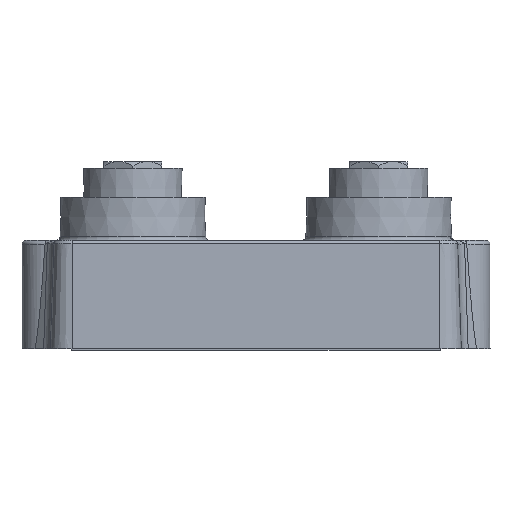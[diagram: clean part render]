
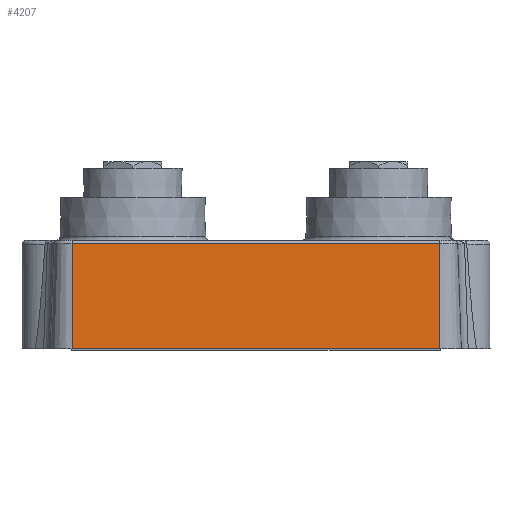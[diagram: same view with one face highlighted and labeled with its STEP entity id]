
A CAD part, left-side view. The second image highlights one B-rep face of the part: STEP entity #4207.
In plain terms, the highlighted planar face has unit normal (-0.999, 0, 0.035).
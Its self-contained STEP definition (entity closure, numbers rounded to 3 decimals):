
#389=(
BOUNDED_CURVE()
B_SPLINE_CURVE(3,(#6560,#6561,#6562,#6563),.UNSPECIFIED.,.F.,.F.)
B_SPLINE_CURVE_WITH_KNOTS((4,4),(0.,1.),.PIECEWISE_BEZIER_KNOTS.)
CURVE()
GEOMETRIC_REPRESENTATION_ITEM()
RATIONAL_B_SPLINE_CURVE((1.,1.,1.,1.))
REPRESENTATION_ITEM('')
);
#411=LINE('',#6351,#701);
#463=LINE('',#6558,#753);
#464=LINE('',#6565,#754);
#701=VECTOR('',#5205,1000.);
#753=VECTOR('',#5317,1000.);
#754=VECTOR('',#5318,1000.);
#1123=ORIENTED_EDGE('',*,*,#2349,.T.);
#1124=ORIENTED_EDGE('',*,*,#2350,.T.);
#1125=ORIENTED_EDGE('',*,*,#2351,.T.);
#1126=ORIENTED_EDGE('',*,*,#2277,.T.);
#2277=EDGE_CURVE('',#2902,#2901,#411,.F.);
#2349=EDGE_CURVE('',#2901,#2953,#463,.F.);
#2350=EDGE_CURVE('',#2953,#2954,#389,.T.);
#2351=EDGE_CURVE('',#2954,#2902,#464,.T.);
#2901=VERTEX_POINT('',#6350);
#2902=VERTEX_POINT('',#6352);
#2953=VERTEX_POINT('',#6559);
#2954=VERTEX_POINT('',#6564);
#3386=EDGE_LOOP('',(#1123,#1124,#1125,#1126));
#3718=FACE_BOUND('',#3386,.T.);
#4040=PLANE('',#4842);
#4207=ADVANCED_FACE('',(#3718),#4040,.T.);
#4842=AXIS2_PLACEMENT_3D('',#6557,#5315,#5316);
#5205=DIRECTION('',(0.,1.,0.));
#5315=DIRECTION('',(-0.999,0.,0.035));
#5316=DIRECTION('',(0.035,0.,0.999));
#5317=DIRECTION('',(-0.035,0.,-0.999));
#5318=DIRECTION('',(-0.035,0.,-0.999));
#6350=CARTESIAN_POINT('',(-30.,-25.4,0.));
#6351=CARTESIAN_POINT('',(-30.,0.,0.));
#6352=CARTESIAN_POINT('',(-30.,25.4,0.));
#6557=CARTESIAN_POINT('',(-30.,0.,0.));
#6558=CARTESIAN_POINT('',(-30.,-25.4,0.));
#6559=CARTESIAN_POINT('',(-29.493,-25.4,14.517));
#6560=CARTESIAN_POINT('',(-29.493,-25.4,14.517));
#6561=CARTESIAN_POINT('',(-29.493,-8.467,14.517));
#6562=CARTESIAN_POINT('',(-29.493,8.467,14.517));
#6563=CARTESIAN_POINT('',(-29.493,25.4,14.517));
#6564=CARTESIAN_POINT('',(-29.493,25.4,14.517));
#6565=CARTESIAN_POINT('',(-30.,25.4,0.));
